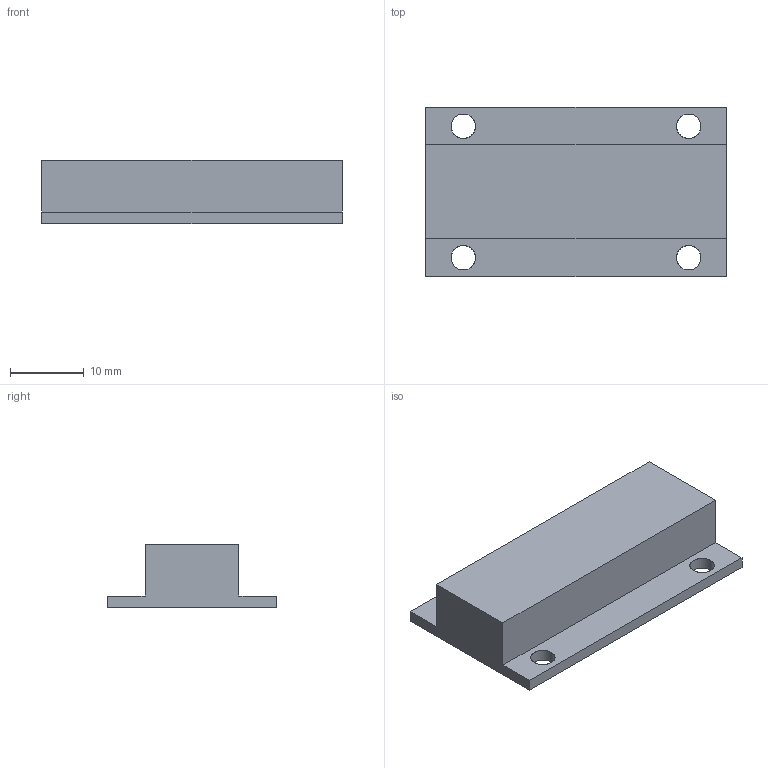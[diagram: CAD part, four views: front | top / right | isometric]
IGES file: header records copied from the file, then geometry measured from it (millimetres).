
Start section: SolidWorks IGES file using analytic representation for surfaces
Global section: file name: ND-1 Display PCB Numerical Display Rev 1.IGS; native system: SolidWorks 2007; preprocessor: SolidWorks 2007; author: T; date: 141119.193924; units: inch
Bounding box: 40.64 x 22.86 x 8.61 mm (x, y, z)
Surface area: 2807 mm2 (no closed solid volume)
Topology: 0 solids, 0 shells, 18 faces, 336 edges, 336 vertices
Faces by surface type: bspline 10, revolution 8
